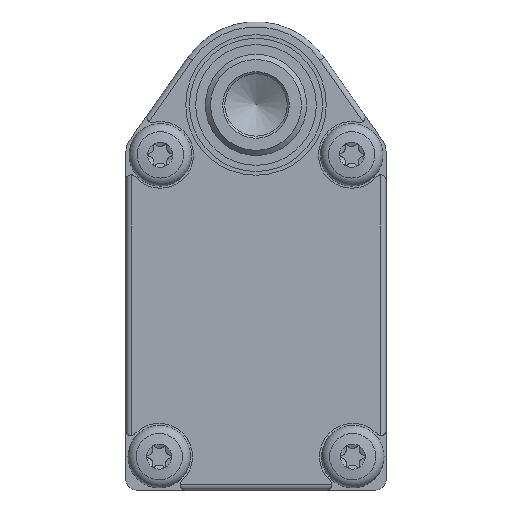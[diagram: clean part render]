
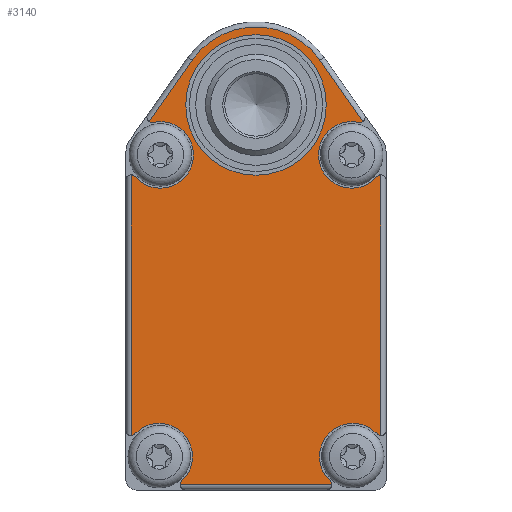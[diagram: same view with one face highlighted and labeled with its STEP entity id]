
A CAD part, front view. The second image highlights one B-rep face of the part: STEP entity #3140.
In plain terms, the highlighted planar face has unit normal (0, -1, 0).
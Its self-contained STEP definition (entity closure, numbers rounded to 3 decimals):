
#343=LINE('',#5308,#506);
#344=LINE('',#5317,#507);
#345=LINE('',#5325,#508);
#346=LINE('',#5333,#509);
#347=LINE('',#5337,#510);
#506=VECTOR('',#3947,1000.);
#507=VECTOR('',#3954,1000.);
#508=VECTOR('',#3961,1000.);
#509=VECTOR('',#3968,1000.);
#510=VECTOR('',#3971,1000.);
#803=ORIENTED_EDGE('',*,*,#1738,.F.);
#804=ORIENTED_EDGE('',*,*,#1739,.F.);
#805=ORIENTED_EDGE('',*,*,#1740,.T.);
#806=ORIENTED_EDGE('',*,*,#1741,.F.);
#807=ORIENTED_EDGE('',*,*,#1742,.T.);
#808=ORIENTED_EDGE('',*,*,#1743,.F.);
#809=ORIENTED_EDGE('',*,*,#1744,.T.);
#810=ORIENTED_EDGE('',*,*,#1745,.F.);
#811=ORIENTED_EDGE('',*,*,#1746,.T.);
#812=ORIENTED_EDGE('',*,*,#1747,.T.);
#813=ORIENTED_EDGE('',*,*,#1748,.T.);
#814=ORIENTED_EDGE('',*,*,#1749,.F.);
#815=ORIENTED_EDGE('',*,*,#1750,.T.);
#816=ORIENTED_EDGE('',*,*,#1751,.F.);
#817=ORIENTED_EDGE('',*,*,#1752,.F.);
#818=ORIENTED_EDGE('',*,*,#1753,.T.);
#819=ORIENTED_EDGE('',*,*,#1754,.T.);
#820=ORIENTED_EDGE('',*,*,#1755,.F.);
#821=ORIENTED_EDGE('',*,*,#1756,.T.);
#1738=EDGE_CURVE('',#2182,#2182,#2415,.F.);
#1739=EDGE_CURVE('',#2183,#2184,#343,.T.);
#1740=EDGE_CURVE('',#2183,#2185,#2416,.F.);
#1741=EDGE_CURVE('',#2186,#2185,#2417,.F.);
#1742=EDGE_CURVE('',#2186,#2187,#2418,.F.);
#1743=EDGE_CURVE('',#2188,#2187,#344,.T.);
#1744=EDGE_CURVE('',#2188,#2189,#2419,.F.);
#1745=EDGE_CURVE('',#2190,#2189,#2420,.F.);
#1746=EDGE_CURVE('',#2190,#2191,#2421,.F.);
#1747=EDGE_CURVE('',#2191,#2192,#345,.T.);
#1748=EDGE_CURVE('',#2192,#2193,#2422,.F.);
#1749=EDGE_CURVE('',#2194,#2193,#2423,.F.);
#1750=EDGE_CURVE('',#2194,#2195,#2424,.F.);
#1751=EDGE_CURVE('',#2196,#2195,#346,.T.);
#1752=EDGE_CURVE('',#2197,#2196,#2425,.T.);
#1753=EDGE_CURVE('',#2197,#2198,#347,.T.);
#1754=EDGE_CURVE('',#2198,#2199,#2426,.F.);
#1755=EDGE_CURVE('',#2200,#2199,#2427,.F.);
#1756=EDGE_CURVE('',#2200,#2184,#2428,.F.);
#2182=VERTEX_POINT('',#5307);
#2183=VERTEX_POINT('',#5309);
#2184=VERTEX_POINT('',#5310);
#2185=VERTEX_POINT('',#5312);
#2186=VERTEX_POINT('',#5314);
#2187=VERTEX_POINT('',#5316);
#2188=VERTEX_POINT('',#5318);
#2189=VERTEX_POINT('',#5320);
#2190=VERTEX_POINT('',#5322);
#2191=VERTEX_POINT('',#5324);
#2192=VERTEX_POINT('',#5326);
#2193=VERTEX_POINT('',#5328);
#2194=VERTEX_POINT('',#5330);
#2195=VERTEX_POINT('',#5332);
#2196=VERTEX_POINT('',#5334);
#2197=VERTEX_POINT('',#5336);
#2198=VERTEX_POINT('',#5338);
#2199=VERTEX_POINT('',#5340);
#2200=VERTEX_POINT('',#5342);
#2415=CIRCLE('',#3408,6.075);
#2416=CIRCLE('',#3409,0.5);
#2417=CIRCLE('',#3410,3.2);
#2418=CIRCLE('',#3411,0.5);
#2419=CIRCLE('',#3412,0.5);
#2420=CIRCLE('',#3413,3.2);
#2421=CIRCLE('',#3414,0.5);
#2422=CIRCLE('',#3415,0.5);
#2423=CIRCLE('',#3416,3.2);
#2424=CIRCLE('',#3417,0.5);
#2425=CIRCLE('',#3418,7.5);
#2426=CIRCLE('',#3419,0.5);
#2427=CIRCLE('',#3420,3.2);
#2428=CIRCLE('',#3421,0.5);
#2596=EDGE_LOOP('',(#803));
#2597=EDGE_LOOP('',(#804,#805,#806,#807,#808,#809,#810,#811,#812,#813,#814,
#815,#816,#817,#818,#819,#820,#821));
#2847=FACE_BOUND('',#2596,.T.);
#2848=FACE_BOUND('',#2597,.T.);
#3068=PLANE('',#3407);
#3140=ADVANCED_FACE('',(#2847,#2848),#3068,.F.);
#3407=AXIS2_PLACEMENT_3D('',#5305,#3943,#3944);
#3408=AXIS2_PLACEMENT_3D('',#5306,#3945,#3946);
#3409=AXIS2_PLACEMENT_3D('',#5311,#3948,#3949);
#3410=AXIS2_PLACEMENT_3D('',#5313,#3950,#3951);
#3411=AXIS2_PLACEMENT_3D('',#5315,#3952,#3953);
#3412=AXIS2_PLACEMENT_3D('',#5319,#3955,#3956);
#3413=AXIS2_PLACEMENT_3D('',#5321,#3957,#3958);
#3414=AXIS2_PLACEMENT_3D('',#5323,#3959,#3960);
#3415=AXIS2_PLACEMENT_3D('',#5327,#3962,#3963);
#3416=AXIS2_PLACEMENT_3D('',#5329,#3964,#3965);
#3417=AXIS2_PLACEMENT_3D('',#5331,#3966,#3967);
#3418=AXIS2_PLACEMENT_3D('',#5335,#3969,#3970);
#3419=AXIS2_PLACEMENT_3D('',#5339,#3972,#3973);
#3420=AXIS2_PLACEMENT_3D('',#5341,#3974,#3975);
#3421=AXIS2_PLACEMENT_3D('',#5343,#3976,#3977);
#3943=DIRECTION('',(0.,1.,0.));
#3944=DIRECTION('',(0.,0.,1.));
#3945=DIRECTION('',(0.,1.,0.));
#3946=DIRECTION('',(0.,0.,1.));
#3947=DIRECTION('',(0.,0.,1.));
#3948=DIRECTION('',(0.,1.,0.));
#3949=DIRECTION('',(0.,0.,1.));
#3950=DIRECTION('',(0.,1.,0.));
#3951=DIRECTION('',(0.,0.,1.));
#3952=DIRECTION('',(0.,1.,0.));
#3953=DIRECTION('',(0.,0.,1.));
#3954=DIRECTION('',(-1.,0.,0.));
#3955=DIRECTION('',(0.,1.,0.));
#3956=DIRECTION('',(0.,0.,1.));
#3957=DIRECTION('',(0.,1.,0.));
#3958=DIRECTION('',(0.,0.,1.));
#3959=DIRECTION('',(0.,1.,0.));
#3960=DIRECTION('',(0.,0.,1.));
#3961=DIRECTION('',(0.,0.,1.));
#3962=DIRECTION('',(0.,1.,0.));
#3963=DIRECTION('',(0.,0.,1.));
#3964=DIRECTION('',(0.,1.,0.));
#3965=DIRECTION('',(0.,0.,1.));
#3966=DIRECTION('',(0.,1.,0.));
#3967=DIRECTION('',(0.,0.,1.));
#3968=DIRECTION('',(0.574,0.,-0.819));
#3969=DIRECTION('',(0.,1.,0.));
#3970=DIRECTION('',(0.,0.,1.));
#3971=DIRECTION('',(-0.574,0.,-0.819));
#3972=DIRECTION('',(0.,1.,0.));
#3973=DIRECTION('',(0.,0.,1.));
#3974=DIRECTION('',(0.,1.,0.));
#3975=DIRECTION('',(0.,0.,1.));
#3976=DIRECTION('',(0.,1.,0.));
#3977=DIRECTION('',(0.,0.,1.));
#5305=CARTESIAN_POINT('',(-11.5,-10.25,-36.));
#5306=CARTESIAN_POINT('',(0.,-10.25,0.));
#5307=CARTESIAN_POINT('',(0.,-10.25,6.075));
#5308=CARTESIAN_POINT('',(-12.,-10.25,-40.));
#5309=CARTESIAN_POINT('',(-12.,-10.25,-31.77));
#5310=CARTESIAN_POINT('',(-12.,-10.25,-6.719));
#5311=CARTESIAN_POINT('',(-12.,-10.25,-31.27));
#5312=CARTESIAN_POINT('',(-11.635,-10.25,-31.612));
#5313=CARTESIAN_POINT('',(-9.3,-10.25,-33.8));
#5314=CARTESIAN_POINT('',(-7.112,-10.25,-36.135));
#5315=CARTESIAN_POINT('',(-6.77,-10.25,-36.5));
#5316=CARTESIAN_POINT('',(-7.27,-10.25,-36.5));
#5317=CARTESIAN_POINT('',(20.,-10.25,-36.5));
#5318=CARTESIAN_POINT('',(7.27,-10.25,-36.5));
#5319=CARTESIAN_POINT('',(6.77,-10.25,-36.5));
#5320=CARTESIAN_POINT('',(7.112,-10.25,-36.135));
#5321=CARTESIAN_POINT('',(9.3,-10.25,-33.8));
#5322=CARTESIAN_POINT('',(11.635,-10.25,-31.612));
#5323=CARTESIAN_POINT('',(12.,-10.25,-31.27));
#5324=CARTESIAN_POINT('',(12.,-10.25,-31.77));
#5325=CARTESIAN_POINT('',(12.,-10.25,-40.));
#5326=CARTESIAN_POINT('',(12.,-10.25,-6.719));
#5327=CARTESIAN_POINT('',(12.,-10.25,-7.219));
#5328=CARTESIAN_POINT('',(11.622,-10.25,-6.892));
#5329=CARTESIAN_POINT('',(9.2,-10.25,-4.8));
#5330=CARTESIAN_POINT('',(9.879,-10.25,-1.673));
#5331=CARTESIAN_POINT('',(9.985,-10.25,-1.184));
#5332=CARTESIAN_POINT('',(10.272,-10.25,-1.594));
#5333=CARTESIAN_POINT('',(-5.328,-10.25,20.685));
#5334=CARTESIAN_POINT('',(6.144,-10.25,4.302));
#5335=CARTESIAN_POINT('',(0.,-10.25,0.));
#5336=CARTESIAN_POINT('',(-6.144,-10.25,4.302));
#5337=CARTESIAN_POINT('',(5.328,-10.25,20.685));
#5338=CARTESIAN_POINT('',(-10.272,-10.25,-1.594));
#5339=CARTESIAN_POINT('',(-9.985,-10.25,-1.184));
#5340=CARTESIAN_POINT('',(-9.879,-10.25,-1.673));
#5341=CARTESIAN_POINT('',(-9.2,-10.25,-4.8));
#5342=CARTESIAN_POINT('',(-11.622,-10.25,-6.892));
#5343=CARTESIAN_POINT('',(-12.,-10.25,-7.219));
